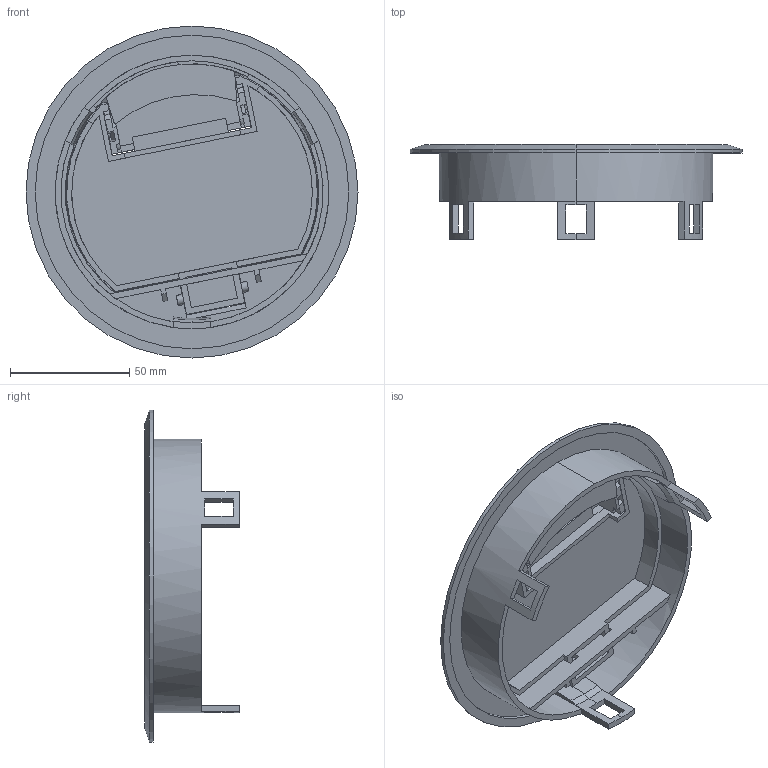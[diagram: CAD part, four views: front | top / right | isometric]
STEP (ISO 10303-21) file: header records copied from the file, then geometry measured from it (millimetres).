
FILE_DESCRIPTION (( 'STEP AP214' ), '1' );
FILE_NAME ('7405084.STEP', '2019-12-03T09:41:19', ( '' ), ( '' ), 'SwSTEP 2.0', 'SolidWorks 2018', '' );
FILE_SCHEMA (( 'AUTOMOTIVE_DESIGN' ));
Length unit declared in the file: millimetre
Products named in the file (5): 7405084; P_39405826_2_Standard; 088065_Standard; 088064_Schutzrahmen; 088094_mit AA Logo
Assembly tree (4 placements, depth 2):
  7405084
    088064_Schutzrahmen
    088065_Standard
    088094_mit AA Logo
    P_39405826_2_Standard
Bounding box: 139.2 x 39.7 x 139.2 mm (x, y, z)
Volume: 85244 mm3; surface area: 69275.7 mm2
Topology: 4 solids, 4 shells, 299 faces, 846 edges, 555 vertices
Faces by surface type: plane 220, cylinder 65, cone 14
Entity records: 10365 total; most frequent: CARTESIAN_POINT 1818, ORIENTED_EDGE 1692, DIRECTION 1625, EDGE_CURVE 846, LINE 605, VECTOR 605, VERTEX_POINT 555, AXIS2_PLACEMENT_3D 510
